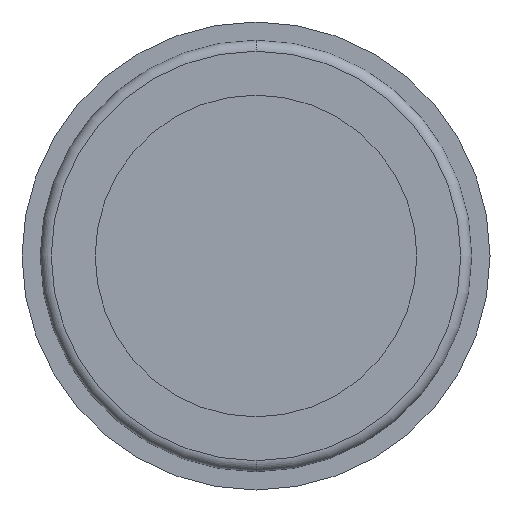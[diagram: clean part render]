
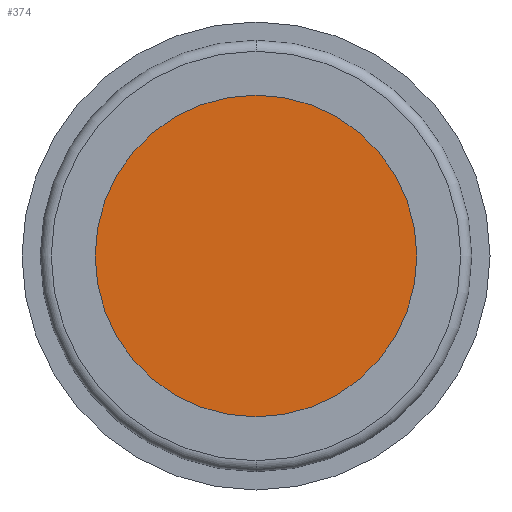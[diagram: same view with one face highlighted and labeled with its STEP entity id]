
A CAD part, front view. The second image highlights one B-rep face of the part: STEP entity #374.
In plain terms, the highlighted planar face has unit normal (0, -1, 0).
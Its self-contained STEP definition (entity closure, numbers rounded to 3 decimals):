
#62 = EDGE_LOOP ( 'NONE', ( #304, #293 ) ) ;
#77 = CARTESIAN_POINT ( 'NONE',  ( 0., 12.7, 22. ) ) ;
#114 = CARTESIAN_POINT ( 'NONE',  ( 0., 12.7, -22. ) ) ;
#149 = AXIS2_PLACEMENT_3D ( 'NONE', #698, #697, #696 ) ;
#205 = AXIS2_PLACEMENT_3D ( 'NONE', #532, #531, #530 ) ;
#244 = FACE_OUTER_BOUND ( 'NONE', #62, .T. ) ;
#262 = AXIS2_PLACEMENT_3D ( 'NONE', #529, #528, #527 ) ;
#276 = VERTEX_POINT ( 'NONE', #114 ) ;
#293 = ORIENTED_EDGE ( 'NONE', *, *, #450, .F. ) ;
#298 = VERTEX_POINT ( 'NONE', #77 ) ;
#304 = ORIENTED_EDGE ( 'NONE', *, *, #449, .F. ) ;
#337 = CIRCLE ( 'NONE', #205, 22. ) ;
#345 = CIRCLE ( 'NONE', #262, 22. ) ;
#374 = ADVANCED_FACE ( 'NONE', ( #244 ), #699, .F. ) ;
#449 = EDGE_CURVE ( 'NONE', #298, #276, #337, .T. ) ;
#450 = EDGE_CURVE ( 'NONE', #276, #298, #345, .T. ) ;
#527 = DIRECTION ( 'NONE',  ( 0., 0., 1. ) ) ;
#528 = DIRECTION ( 'NONE',  ( 0., 1., 0. ) ) ;
#529 = CARTESIAN_POINT ( 'NONE',  ( 0., 12.7, 0. ) ) ;
#530 = DIRECTION ( 'NONE',  ( 0., 0., 1. ) ) ;
#531 = DIRECTION ( 'NONE',  ( 0., 1., 0. ) ) ;
#532 = CARTESIAN_POINT ( 'NONE',  ( 0., 12.7, 0. ) ) ;
#696 = DIRECTION ( 'NONE',  ( 0., 0., 1. ) ) ;
#697 = DIRECTION ( 'NONE',  ( 0., 1., 0. ) ) ;
#698 = CARTESIAN_POINT ( 'NONE',  ( 22., 12.7, 0. ) ) ;
#699 = PLANE ( 'NONE',  #149 ) ;
